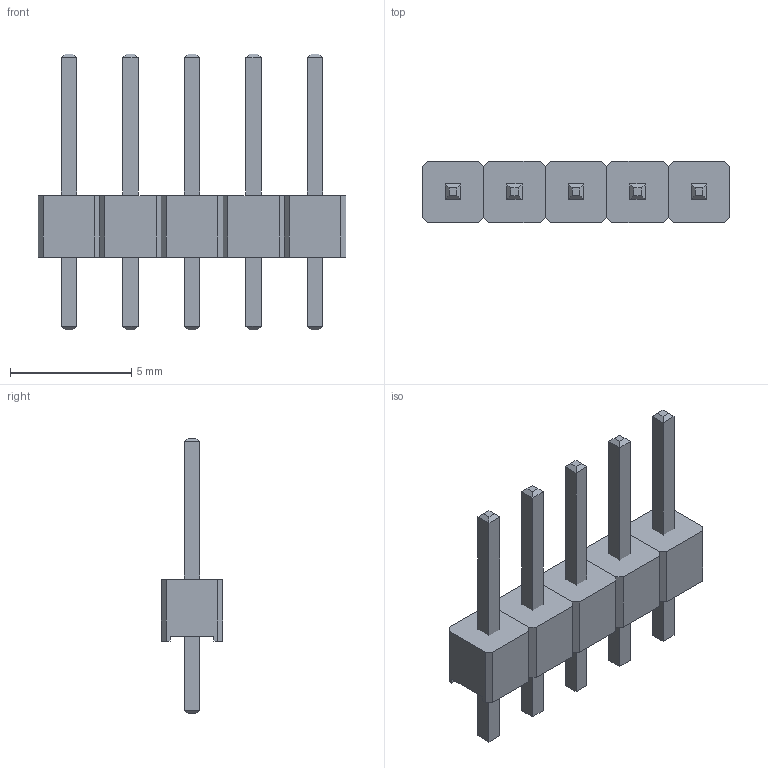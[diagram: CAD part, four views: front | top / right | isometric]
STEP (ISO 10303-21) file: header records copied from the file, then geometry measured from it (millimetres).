
FILE_DESCRIPTION(('FreeCAD Model'),'2;1');
FILE_NAME('Connecteur-2.54-Male-5_Contacts.step','2019-01-18T18:04:54',( 'Author'),(''),'Open CASCADE STEP processor 6.8','FreeCAD','Unknown' );
FILE_SCHEMA(('AUTOMOTIVE_DESIGN_CC2 { 1 2 10303 214 -1 1 5 4 }'));
Length unit declared in the file: millimetre
Products named in the file (3): ASSEMBLY; Array001; Array
Assembly tree (2 placements, depth 2):
  ASSEMBLY
    Array001
    Array
Bounding box: 12.7 x 2.54 x 11.38 mm (x, y, z)
Volume: 99.3 mm3; surface area: 334.8 mm2
Topology: 10 solids, 10 shells, 140 faces, 320 edges, 200 vertices
Faces by surface type: plane 140
Entity records: 8086 total; most frequent: CARTESIAN_POINT 1303, DIRECTION 1246, LINE 960, VECTOR 960, ORIENTED_EDGE 640, PCURVE 640, DEFINITIONAL_REPRESENTATION 640, EDGE_CURVE 320
